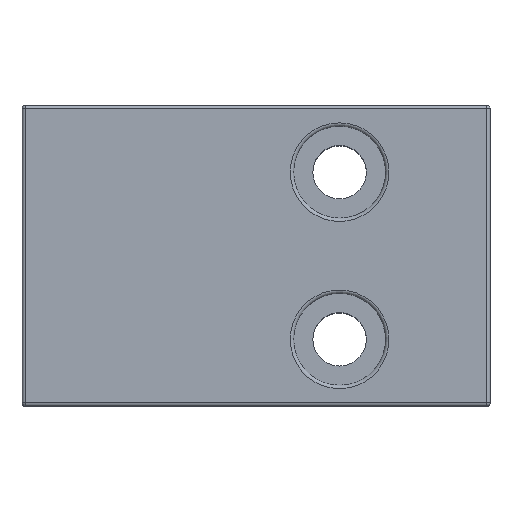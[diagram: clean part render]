
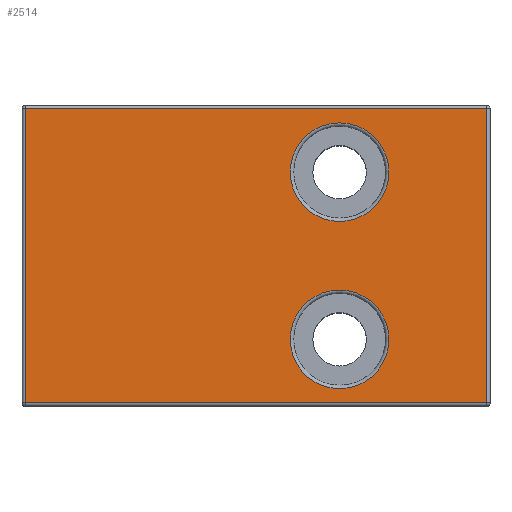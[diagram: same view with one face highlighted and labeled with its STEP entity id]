
A CAD part, top view. The second image highlights one B-rep face of the part: STEP entity #2514.
In plain terms, the highlighted planar face has unit normal (0, 0, 1).
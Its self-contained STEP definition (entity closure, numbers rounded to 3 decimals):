
#61=FACE_BOUND('',#791,.T.);
#62=FACE_BOUND('',#792,.T.);
#108=PLANE('',#2711);
#163=LINE('',#3911,#355);
#164=LINE('',#3913,#356);
#165=LINE('',#3915,#357);
#166=LINE('',#3916,#358);
#355=VECTOR('',#3083,10.);
#356=VECTOR('',#3084,10.);
#357=VECTOR('',#3085,10.);
#358=VECTOR('',#3086,10.);
#626=FACE_OUTER_BOUND('',#790,.T.);
#790=EDGE_LOOP('',(#1765,#1766,#1767,#1768));
#791=EDGE_LOOP('',(#1769));
#792=EDGE_LOOP('',(#1770));
#977=CIRCLE('',#2708,2.95);
#980=CIRCLE('',#2712,2.95);
#1127=VERTEX_POINT('',#3903);
#1129=VERTEX_POINT('',#3909);
#1130=VERTEX_POINT('',#3910);
#1131=VERTEX_POINT('',#3912);
#1132=VERTEX_POINT('',#3914);
#1133=VERTEX_POINT('',#3917);
#1363=EDGE_CURVE('',#1127,#1127,#977,.T.);
#1366=EDGE_CURVE('',#1129,#1130,#163,.T.);
#1367=EDGE_CURVE('',#1131,#1129,#164,.T.);
#1368=EDGE_CURVE('',#1132,#1131,#165,.T.);
#1369=EDGE_CURVE('',#1130,#1132,#166,.T.);
#1370=EDGE_CURVE('',#1133,#1133,#980,.T.);
#1765=ORIENTED_EDGE('',*,*,#1366,.F.);
#1766=ORIENTED_EDGE('',*,*,#1367,.F.);
#1767=ORIENTED_EDGE('',*,*,#1368,.F.);
#1768=ORIENTED_EDGE('',*,*,#1369,.F.);
#1769=ORIENTED_EDGE('',*,*,#1370,.F.);
#1770=ORIENTED_EDGE('',*,*,#1363,.F.);
#2514=ADVANCED_FACE('',(#626,#61,#62),#108,.T.);
#2708=AXIS2_PLACEMENT_3D('',#3904,#3075,#3076);
#2711=AXIS2_PLACEMENT_3D('',#3908,#3081,#3082);
#2712=AXIS2_PLACEMENT_3D('',#3918,#3087,#3088);
#3075=DIRECTION('center_axis',(0.,0.,1.));
#3076=DIRECTION('ref_axis',(-1.,0.,0.));
#3081=DIRECTION('center_axis',(0.,0.,1.));
#3082=DIRECTION('ref_axis',(1.,0.,0.));
#3083=DIRECTION('',(0.,-1.,0.));
#3084=DIRECTION('',(1.,0.,0.));
#3085=DIRECTION('',(0.,1.,0.));
#3086=DIRECTION('',(-1.,0.,0.));
#3087=DIRECTION('center_axis',(0.,0.,1.));
#3088=DIRECTION('ref_axis',(-1.,0.,0.));
#3903=CARTESIAN_POINT('',(8.95,-5.,10.));
#3904=CARTESIAN_POINT('Origin',(6.,-5.,10.));
#3908=CARTESIAN_POINT('Origin',(-13.,0.,10.));
#3909=CARTESIAN_POINT('',(14.8,8.8,10.));
#3910=CARTESIAN_POINT('',(14.8,-8.8,10.));
#3911=CARTESIAN_POINT('',(14.8,0.,10.));
#3912=CARTESIAN_POINT('',(-12.8,8.8,10.));
#3913=CARTESIAN_POINT('',(-6.,8.8,10.));
#3914=CARTESIAN_POINT('',(-12.8,-8.8,10.));
#3915=CARTESIAN_POINT('',(-12.8,0.,10.));
#3916=CARTESIAN_POINT('',(-6.,-8.8,10.));
#3917=CARTESIAN_POINT('',(8.95,5.,10.));
#3918=CARTESIAN_POINT('Origin',(6.,5.,10.));
